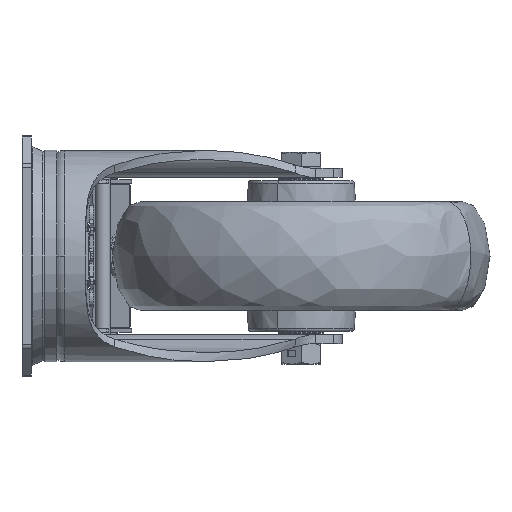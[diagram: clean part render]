
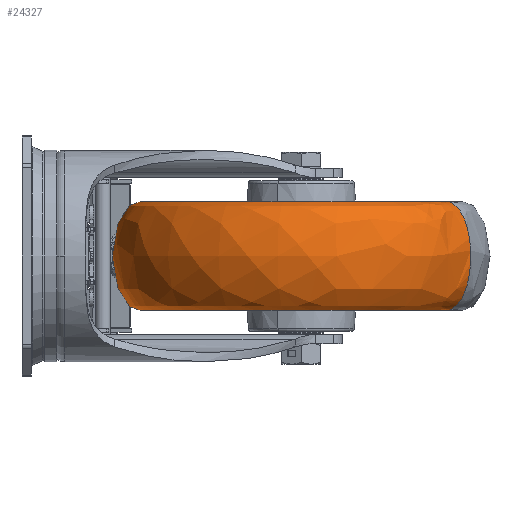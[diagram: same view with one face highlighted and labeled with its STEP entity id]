
A CAD part, left-side view. The second image highlights one B-rep face of the part: STEP entity #24327.
In plain terms, the highlighted free-form (B-spline) face has degree [3, 3] with [4, 4] control points.
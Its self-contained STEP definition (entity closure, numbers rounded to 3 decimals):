
#177 = AXIS2_PLACEMENT_3D ( 'NONE', #22454, #453, #34249 ) ;
#453 = DIRECTION ( 'NONE',  ( 0., 0., 1. ) ) ;
#3022 =( BOUNDED_CURVE ( )  B_SPLINE_CURVE ( 3, ( #33325, #5328, #17686, #5733 ),
 .UNSPECIFIED., .F., .F. ) 
 B_SPLINE_CURVE_WITH_KNOTS ( ( 4, 4 ),
 ( 0., 3.142 ),
 .UNSPECIFIED. ) 
 CURVE ( )  GEOMETRIC_REPRESENTATION_ITEM ( )  RATIONAL_B_SPLINE_CURVE ( ( 1., 0.333, 0.333, 1. ) ) 
 REPRESENTATION_ITEM ( '' )  );
#4015 = ORIENTED_EDGE ( 'NONE', *, *, #29946, .T. ) ;
#4264 = FACE_OUTER_BOUND ( 'NONE', #8683, .T. ) ;
#4269 = EDGE_CURVE ( 'NONE', #23065, #32092, #24267, .T. ) ;
#5328 = CARTESIAN_POINT ( 'NONE',  ( 8.605, -156.739, -18. ) ) ;
#5477 = CARTESIAN_POINT ( 'NONE',  ( -57.083, 34.528, 18. ) ) ;
#5733 = CARTESIAN_POINT ( 'NONE',  ( 16.509, -140.567, 18. ) ) ;
#5885 = CARTESIAN_POINT ( 'NONE',  ( -79.625, -93.585, -18. ) ) ;
#7348 = CARTESIAN_POINT ( 'NONE',  ( 71.395, -28.261, 18. ) ) ;
#8683 = EDGE_LOOP ( 'NONE', ( #4015, #15011, #17022, #11593 ) ) ;
#8957 = CARTESIAN_POINT ( 'NONE',  ( -57.083, 34.528, -18. ) ) ;
#11457 =( BOUNDED_CURVE ( )  B_SPLINE_CURVE ( 3, ( #20089, #28617, #7348, #26180 ),
 .UNSPECIFIED., .F., .T. ) 
 B_SPLINE_CURVE_WITH_KNOTS ( ( 4, 4 ),
 ( 0., 3.142 ),
 .UNSPECIFIED. ) 
 CURVE ( )  GEOMETRIC_REPRESENTATION_ITEM ( )  RATIONAL_B_SPLINE_CURVE ( ( 1., 0.333, 0.333, 1. ) ) 
 REPRESENTATION_ITEM ( '' )  );
#11593 = ORIENTED_EDGE ( 'NONE', *, *, #23093, .F. ) ;
#12050 = CARTESIAN_POINT ( 'NONE',  ( 16.509, -140.567, -18. ) ) ;
#12240 = CARTESIAN_POINT ( 'NONE',  ( 71.395, -28.261, -18. ) ) ;
#13557 = CARTESIAN_POINT ( 'NONE',  ( 16.509, -140.567, -18. ) ) ;
#13602 = VERTEX_POINT ( 'NONE', #17342 ) ;
#15011 = ORIENTED_EDGE ( 'NONE', *, *, #29574, .T. ) ;
#16770 = DIRECTION ( 'NONE',  ( 0., 0., 1. ) ) ;
#17022 = ORIENTED_EDGE ( 'NONE', *, *, #4269, .F. ) ;
#17342 = CARTESIAN_POINT ( 'NONE',  ( 63.491, -44.433, -18. ) ) ;
#17373 = DIRECTION ( 'NONE',  ( 0.439, 0.898, 0. ) ) ;
#17686 = CARTESIAN_POINT ( 'NONE',  ( 8.605, -156.739, 18. ) ) ;
#18036 = CARTESIAN_POINT ( 'NONE',  ( 63.491, -44.433, 18. ) ) ;
#18433 = CARTESIAN_POINT ( 'NONE',  ( -32.642, 2.549, 18. ) ) ;
#19909 = CARTESIAN_POINT ( 'NONE',  ( 63.491, -44.433, 18. ) ) ;
#20089 = CARTESIAN_POINT ( 'NONE',  ( 63.491, -44.433, -18. ) ) ;
#20880 = CARTESIAN_POINT ( 'NONE',  ( -119.872, -93.949, -18. ) ) ;
#21283 = CARTESIAN_POINT ( 'NONE',  ( 71.395, -28.261, 18. ) ) ;
#21473 = CARTESIAN_POINT ( 'NONE',  ( -119.872, -93.949, 18. ) ) ;
#22454 = CARTESIAN_POINT ( 'NONE',  ( 40., -92.5, -18. ) ) ;
#23065 = VERTEX_POINT ( 'NONE', #19909 ) ;
#23093 = EDGE_CURVE ( 'NONE', #13602, #23065, #11457, .T. ) ;
#23773 =( BOUNDED_SURFACE ( )  B_SPLINE_SURFACE ( 3, 3, ( 
 ( #24919, #40219, #5885, #12050 ),
 ( #12240, #8957, #20880, #33679 ),
 ( #21283, #5477, #21473, #36962 ),
 ( #18036, #18433, #27971, #39805 ) ),
 .UNSPECIFIED., .F., .F., .F. ) 
 B_SPLINE_SURFACE_WITH_KNOTS ( ( 4, 4 ),
 ( 4, 4 ),
 ( 0., 1. ),
 ( 0., 1. ),
 .UNSPECIFIED. ) 
 GEOMETRIC_REPRESENTATION_ITEM ( )  RATIONAL_B_SPLINE_SURFACE ( (
 ( 1., 0.333, 0.333, 1.),
 ( 0.333, 0.111, 0.111, 0.333),
 ( 0.333, 0.111, 0.111, 0.333),
 ( 1., 0.333, 0.333, 1.) ) ) 
 REPRESENTATION_ITEM ( '' )  SURFACE ( )  );
#24267 = CIRCLE ( 'NONE', #29472, 53.5 ) ;
#24327 = ADVANCED_FACE ( 'NONE', ( #4264 ), #23773, .F. ) ;
#24919 = CARTESIAN_POINT ( 'NONE',  ( 63.491, -44.433, -18. ) ) ;
#26180 = CARTESIAN_POINT ( 'NONE',  ( 63.491, -44.433, 18. ) ) ;
#26283 = VERTEX_POINT ( 'NONE', #13557 ) ;
#27971 = CARTESIAN_POINT ( 'NONE',  ( -79.625, -93.585, 18. ) ) ;
#28617 = CARTESIAN_POINT ( 'NONE',  ( 71.395, -28.261, -18. ) ) ;
#29472 = AXIS2_PLACEMENT_3D ( 'NONE', #29568, #16770, #17373 ) ;
#29568 = CARTESIAN_POINT ( 'NONE',  ( 40., -92.5, 18. ) ) ;
#29574 = EDGE_CURVE ( 'NONE', #26283, #32092, #3022, .T. ) ;
#29946 = EDGE_CURVE ( 'NONE', #13602, #26283, #32230, .T. ) ;
#32092 = VERTEX_POINT ( 'NONE', #34195 ) ;
#32230 = CIRCLE ( 'NONE', #177, 53.5 ) ;
#33325 = CARTESIAN_POINT ( 'NONE',  ( 16.509, -140.567, -18. ) ) ;
#33679 = CARTESIAN_POINT ( 'NONE',  ( 8.605, -156.739, -18. ) ) ;
#34195 = CARTESIAN_POINT ( 'NONE',  ( 16.509, -140.567, 18. ) ) ;
#34249 = DIRECTION ( 'NONE',  ( 0.439, 0.898, 0. ) ) ;
#36962 = CARTESIAN_POINT ( 'NONE',  ( 8.605, -156.739, 18. ) ) ;
#39805 = CARTESIAN_POINT ( 'NONE',  ( 16.509, -140.567, 18. ) ) ;
#40219 = CARTESIAN_POINT ( 'NONE',  ( -32.642, 2.549, -18. ) ) ;
